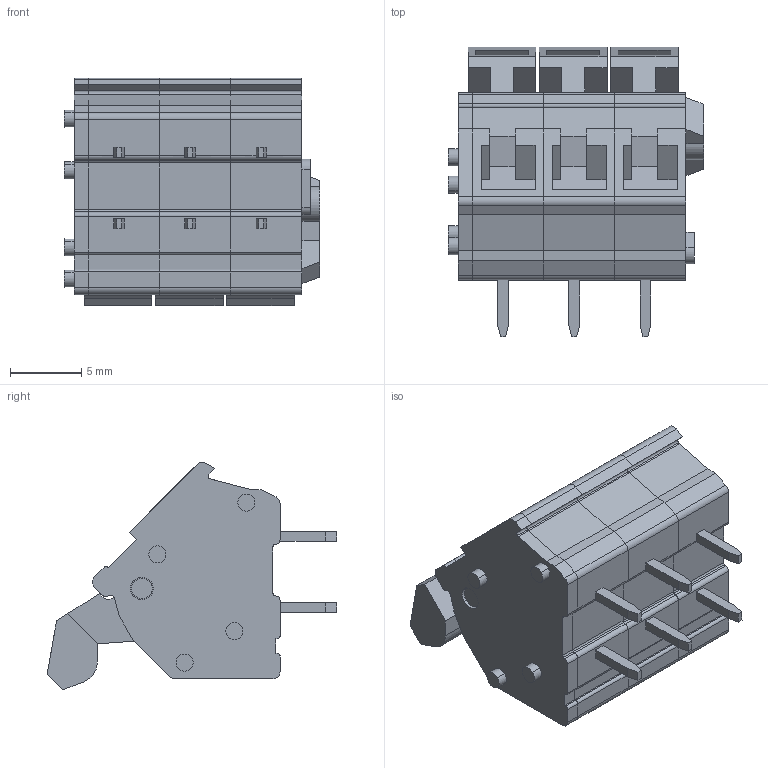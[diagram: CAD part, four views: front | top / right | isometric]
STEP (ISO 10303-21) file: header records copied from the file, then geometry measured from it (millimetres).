
FILE_DESCRIPTION (( 'STEP AP214' ), '1' );
FILE_NAME ('CUI_DEVICES_TBL005A-500-03BE-2BE.step', '2019-11-29T05:51:43', ( '' ), ( '' ), 'SwSTEP 2.0', 'SolidWorks 2019', '' );
FILE_SCHEMA (( 'AUTOMOTIVE_DESIGN' ));
Length unit declared in the file: millimetre
Products named in the file (4): CUI_DEVICES_TBL005A-500-03BE-2BE; TBL005A-500 - PUSH BUTTON_Blue; TBL005A-500 - END CAP_Blue; TBL005A-500 - BODY_Blue
Assembly tree (7 placements, depth 2):
  CUI_DEVICES_TBL005A-500-03BE-2BE
    TBL005A-500 - END CAP_Blue
    TBL005A-500 - BODY_Blue  x3
    TBL005A-500 - PUSH BUTTON_Blue  x3
Bounding box: 17.95 x 20.37 x 16 mm (x, y, z)
Volume: 2355.8 mm3; surface area: 2714.1 mm2
Topology: 8 solids, 8 shells, 408 faces, 1106 edges, 734 vertices
Faces by surface type: plane 283, cylinder 125
Entity records: 7711 total; most frequent: CARTESIAN_POINT 983, DIRECTION 977, ORIENTED_EDGE 952, EDGE_CURVE 476, VECTOR 349, LINE 349, VERTEX_POINT 316, AXIS2_PLACEMENT_3D 314
